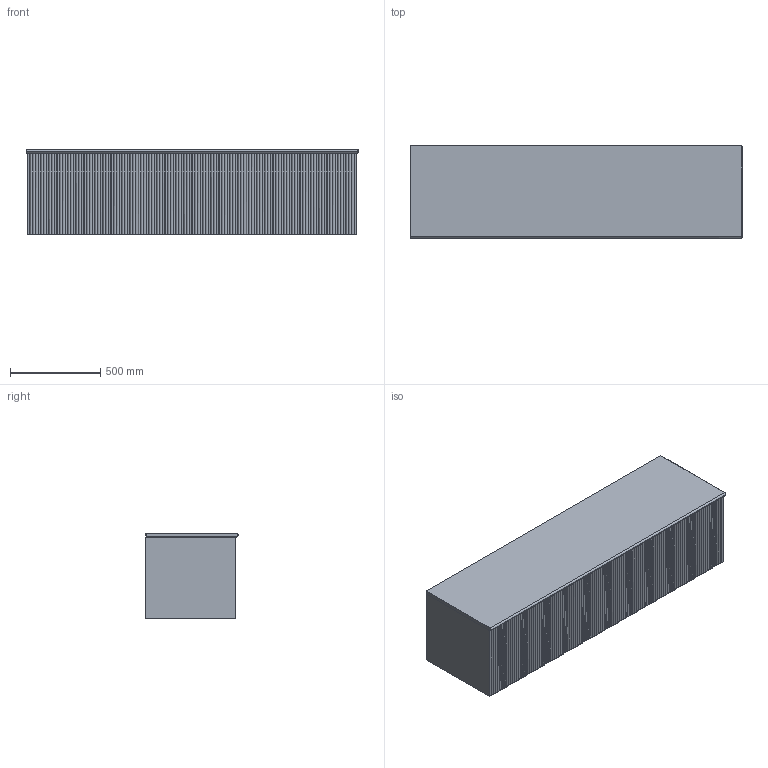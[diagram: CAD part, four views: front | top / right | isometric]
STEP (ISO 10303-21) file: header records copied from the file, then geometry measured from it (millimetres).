
FILE_DESCRIPTION(/* description */ (''),/* implementation_level */ '2;1');
FILE_NAME(/* name */ 'Kado Neue Fluted Square 1800 (20MM)',/* time_stamp */ '2025-07-09T15:07:07+10:00',/* author */ (''),/* organization */ (''),/* preprocessor_version */ 'ST-DEVELOPER v16.5',/* originating_system */ '',/* authorisation */ '');
FILE_SCHEMA (('AUTOMOTIVE_DESIGN'));
Length unit declared in the file: millimetre
Products named in the file (11): Document; Kado Neue Fluted Square 1800 (20MM); Kado Neue Fluted Square ALL25; Kado Neue Fluted Square 180024; Kado Neue Fluted Filler1112; Kado Neue Fluted Panel 59515161718192021; Kado Neue Fluted Panel 5952345678; Kado Neue Fluted Carcass 1800 (FLAT)14; Kado Neue Fluted Square Benchtop (20MM) ALL23; Kado Neue Fluted Square 1800 Benchtop (20MM)22; Kado Neue Fluted Square 1800 Benchtop (20MM)
Assembly tree (13 placements, depth 6):
  Document
    Kado Neue Fluted Square 1800 (20MM)
      Kado Neue Fluted Square ALL25
        Kado Neue Fluted Square 180024
          Kado Neue Fluted Filler1112  x2
          Kado Neue Fluted Panel 59515161718192021  x3
            Kado Neue Fluted Panel 5952345678
          Kado Neue Fluted Carcass 1800 (FLAT)14
      Kado Neue Fluted Square Benchtop (20MM) ALL23
        Kado Neue Fluted Square 1800 Benchtop (20MM)22
          Kado Neue Fluted Square 1800 Benchtop (20MM)
Bounding box: 1837 x 510 x 470 mm (x, y, z)
Volume: 75007450.8 mm3; surface area: 9350128 mm2
Topology: 11 solids, 11 shells, 545 faces, 1559 edges, 1036 vertices
Faces by surface type: cylinder 362, plane 179, bspline 4
Entity records: 6786 total; most frequent: CARTESIAN_POINT 2543, ORIENTED_EDGE 1174, EDGE_CURVE 587, VERTEX_POINT 388, B_SPLINE_CURVE_WITH_KNOTS 333, DIRECTION 267, AXIS2_PLACEMENT_3D 239, ADVANCED_FACE 215
